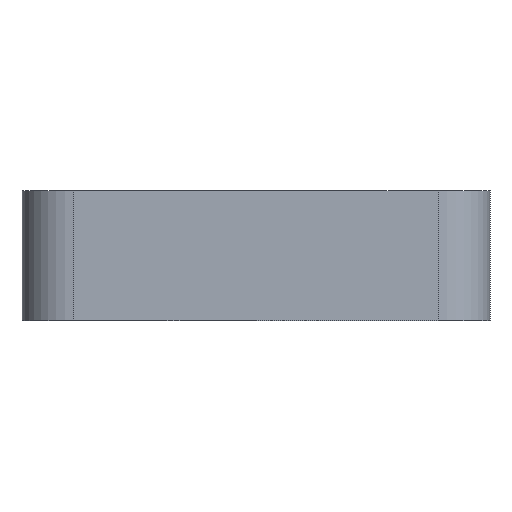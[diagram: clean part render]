
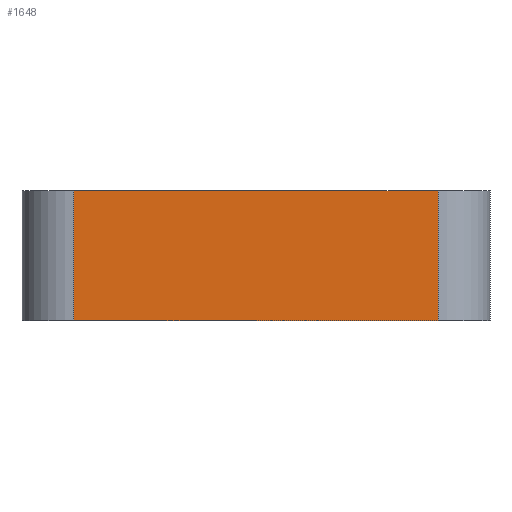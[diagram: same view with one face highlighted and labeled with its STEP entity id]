
A CAD part, front view. The second image highlights one B-rep face of the part: STEP entity #1648.
In plain terms, the highlighted planar face has unit normal (0, -1, 0).
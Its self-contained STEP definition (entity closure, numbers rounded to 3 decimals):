
#21=LINE('',#2616,#97);
#83=LINE('',#2908,#159);
#84=LINE('',#2912,#160);
#85=LINE('',#2913,#161);
#97=VECTOR('',#2064,140.);
#159=VECTOR('',#2428,50.);
#160=VECTOR('',#2433,50.);
#161=VECTOR('',#2434,140.);
#221=PLANE('',#1888);
#448=FACE_OUTER_BOUND('',#598,.T.);
#598=EDGE_LOOP('',(#1517,#1518,#1519,#1520));
#825=VERTEX_POINT('',#2613);
#826=VERTEX_POINT('',#2615);
#905=VERTEX_POINT('',#2907);
#906=VERTEX_POINT('',#2911);
#983=EDGE_CURVE('',#826,#825,#21,.T.);
#1114=EDGE_CURVE('',#905,#826,#83,.T.);
#1116=EDGE_CURVE('',#906,#825,#84,.T.);
#1117=EDGE_CURVE('',#906,#905,#85,.T.);
#1517=ORIENTED_EDGE('',*,*,#983,.T.);
#1518=ORIENTED_EDGE('',*,*,#1116,.F.);
#1519=ORIENTED_EDGE('',*,*,#1117,.T.);
#1520=ORIENTED_EDGE('',*,*,#1114,.T.);
#1648=ADVANCED_FACE('',(#448),#221,.T.);
#1888=AXIS2_PLACEMENT_3D('',#2910,#2431,#2432);
#2064=DIRECTION('',(-1.,0.,0.));
#2428=DIRECTION('',(0.,0.,1.));
#2431=DIRECTION('center_axis',(0.,-1.,0.));
#2432=DIRECTION('ref_axis',(0.,0.,-1.));
#2433=DIRECTION('',(0.,0.,1.));
#2434=DIRECTION('',(1.,0.,0.));
#2613=CARTESIAN_POINT('',(-70.,-125.,50.));
#2615=CARTESIAN_POINT('',(70.,-125.,50.));
#2616=CARTESIAN_POINT('',(-70.,-125.,50.));
#2907=CARTESIAN_POINT('',(70.,-125.,0.));
#2908=CARTESIAN_POINT('',(70.,-125.,0.));
#2910=CARTESIAN_POINT('Origin',(70.,-125.,0.));
#2911=CARTESIAN_POINT('',(-70.,-125.,0.));
#2912=CARTESIAN_POINT('',(-70.,-125.,0.));
#2913=CARTESIAN_POINT('',(-70.,-125.,0.));
